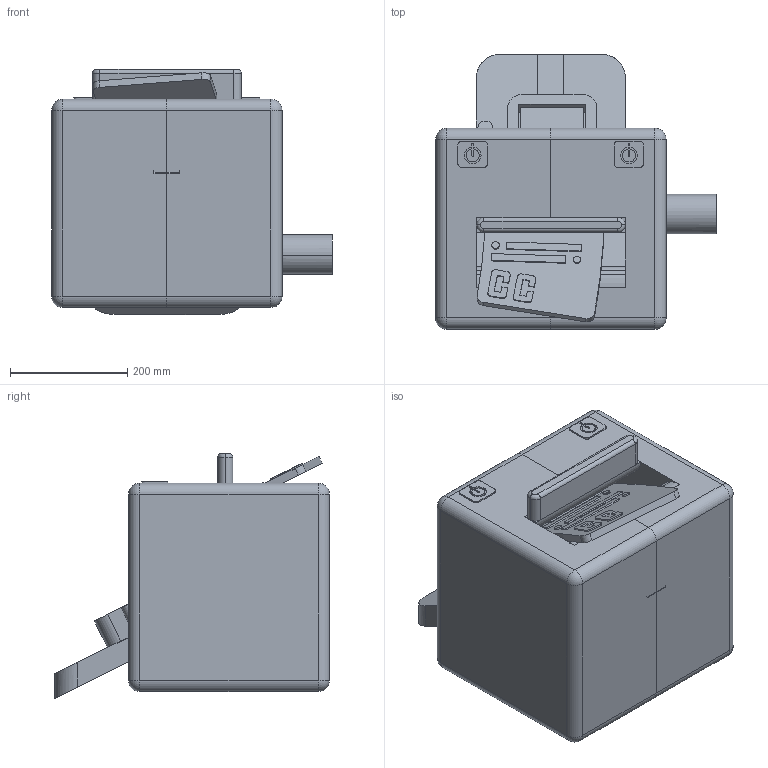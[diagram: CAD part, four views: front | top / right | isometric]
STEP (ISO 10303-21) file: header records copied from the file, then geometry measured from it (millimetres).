
FILE_DESCRIPTION (( 'STEP AP214' ), '1' );
FILE_NAME ('[A] Functional-Multi Color Glue .STEP', '2018-10-30T00:21:00', ( '' ), ( '' ), 'SwSTEP 2.0', 'SolidWorks 2017', '' );
FILE_SCHEMA (( 'AUTOMOTIVE_DESIGN' ));
Length unit declared in the file: inch
Products named in the file (9): [A] Functional-Multi Color Glue ; [P] Functional-Multi Color Glue - TV; [P] Functional-Multi Color Glue - Script; [P] Functional-Multi Color Glue - Tray''; [P] Functional-Multi Color Glue - Main Body Left; [P] Functional-Multi Color Glue - TV Background; [P] Functional-Multi Color Glue - Main Body Right; [P] Functional-Multi Color Glue - Turner; [P] Functional-Multi Color Glue - Bill
Assembly tree (8 placements, depth 2):
  [A] Functional-Multi Color Glue 
    [P] Functional-Multi Color Glue - Main Body Left
    [P] Functional-Multi Color Glue - Turner
    [P] Functional-Multi Color Glue - TV Background
    [P] Functional-Multi Color Glue - Bill
    [P] Functional-Multi Color Glue - Tray''
    [P] Functional-Multi Color Glue - Main Body Right
    [P] Functional-Multi Color Glue - TV
    [P] Functional-Multi Color Glue - Script
Bounding box: 479.65 x 469.24 x 418.41 mm (x, y, z)
Volume: 41560807.6 mm3; surface area: 2046684.9 mm2
Topology: 8 solids, 8 shells, 631 faces, 1698 edges, 1114 vertices
Faces by surface type: plane 385, cylinder 159, bspline 75, sphere 8, torus 4
Entity records: 27373 total; most frequent: CARTESIAN_POINT 8309, ORIENTED_EDGE 3380, DIRECTION 3010, EDGE_CURVE 1690, LINE 1196, VECTOR 1196, VERTEX_POINT 1114, AXIS2_PLACEMENT_3D 907
